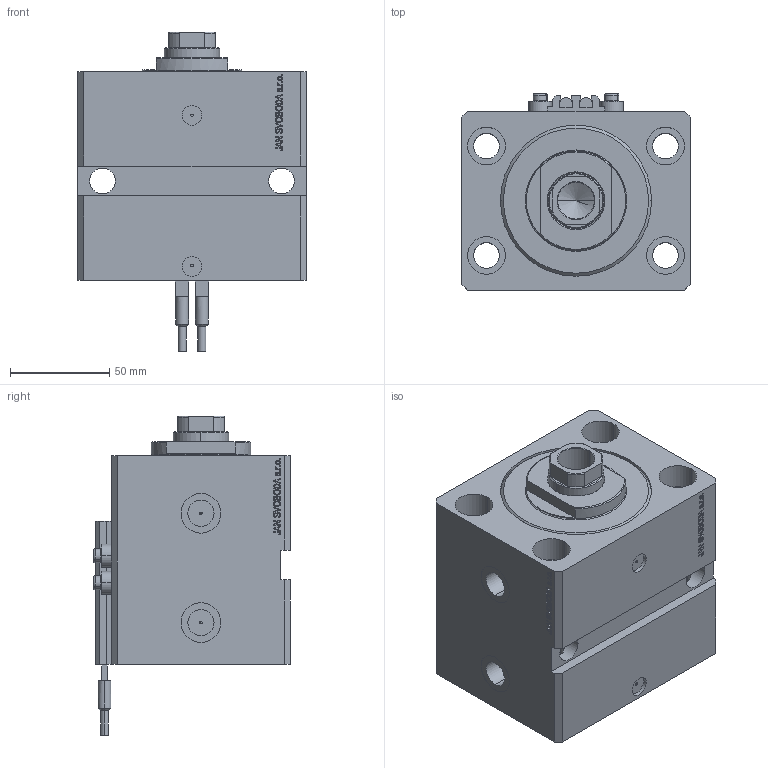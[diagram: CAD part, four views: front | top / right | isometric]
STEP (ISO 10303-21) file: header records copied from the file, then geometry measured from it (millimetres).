
FILE_DESCRIPTION (( 'STEP AP203' ), '1' );
FILE_NAME ('2d47.STEP', '2022-04-09T15:19:54', ( '' ), ( '' ), 'SwSTEP 2.0', 'SolidWorks 2019', '' );
FILE_SCHEMA (( 'CONFIG_CONTROL_DESIGN' ));
Length unit declared in the file: millimetre
Products named in the file (6): V250CE_C_VCP 88fa15903945862c6ba6144a34940909; 2d47; V250CE_E_Body 88fa15903945862c6ba6144a34940909; SWITCH_V250CE 88fa15903945862c6ba6144a34940909; ALLEN BOLT V250CE 88fa15903945862c6ba6144a34940909; V250CE_VC_E 88fa15903945862c6ba6144a34940909
Assembly tree (9 placements, depth 2):
  2d47
    V250CE_E_Body 88fa15903945862c6ba6144a34940909
    ALLEN BOLT V250CE 88fa15903945862c6ba6144a34940909  x4
    V250CE_C_VCP 88fa15903945862c6ba6144a34940909
    V250CE_VC_E 88fa15903945862c6ba6144a34940909
    SWITCH_V250CE 88fa15903945862c6ba6144a34940909  x2
Bounding box: 115 x 99 x 160.9 mm (x, y, z)
Volume: 954472.7 mm3; surface area: 160399.6 mm2
Topology: 10 solids, 10 shells, 1175 faces, 2924 edges, 1891 vertices
Faces by surface type: plane 579, bspline 368, cylinder 150, cone 60, torus 18
Entity records: 50021 total; most frequent: CARTESIAN_POINT 25819, ORIENTED_EDGE 5430, DIRECTION 3629, EDGE_CURVE 2715, VERTEX_POINT 1777, LINE 1655, VECTOR 1655, EDGE_LOOP 1218
